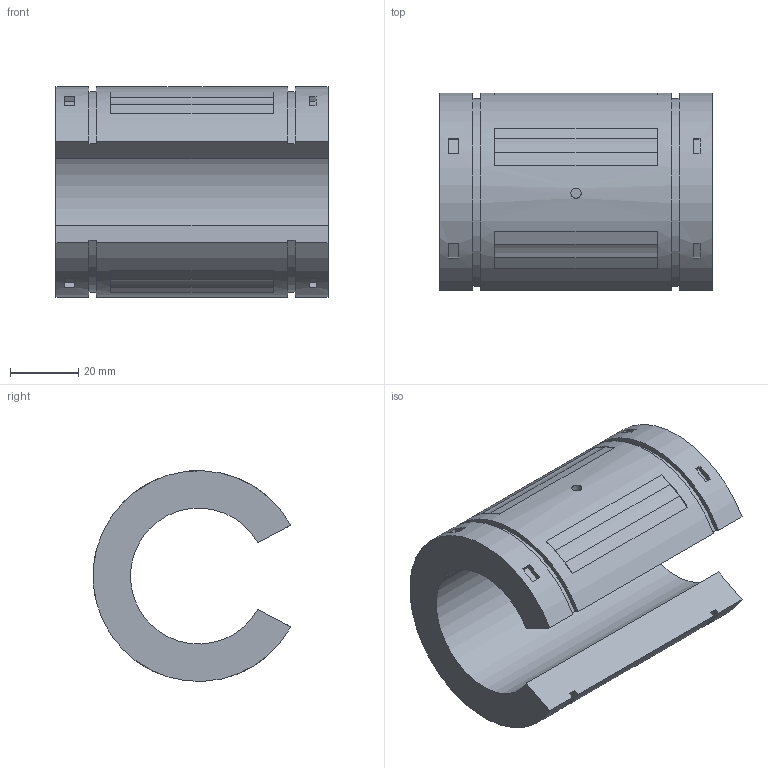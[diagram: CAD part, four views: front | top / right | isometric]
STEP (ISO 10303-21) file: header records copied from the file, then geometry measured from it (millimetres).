
FILE_DESCRIPTION( ( 'STEP AP214' ), '1' );
FILE_NAME( 'TK40UU-OP_2_14.stp', ' ', ( ' ' ), ( ' ' ), 'PSStep 15.0.47', 'PARTsolutions', ' ' );
FILE_SCHEMA( ( 'AUTOMOTIVE_DESIGN { 1 0 10303 214 1 1 1 1 }' ) );
Length unit declared in the file: millimetre
Products named in the file (2): TK40UU-OP; _TK40-OP
Assembly tree (1 placements, depth 2):
  TK40UU-OP
    _TK40-OP
Bounding box: 80 x 58.16 x 61.97 mm (x, y, z)
Volume: 116728.9 mm3; surface area: 27630.3 mm2
Topology: 1 solids, 1 shells, 114 faces, 268 edges, 172 vertices
Faces by surface type: plane 89, cylinder 25
Full cylindrical faces by diameter (mm): 3 x1
Entity records: 4243 total; most frequent: CARTESIAN_POINT 604, DIRECTION 577, ORIENTED_EDGE 534, EDGE_CURVE 267, AXIS2_PLACEMENT_3D 195, LINE 187, VECTOR 187, VERTEX_POINT 172
